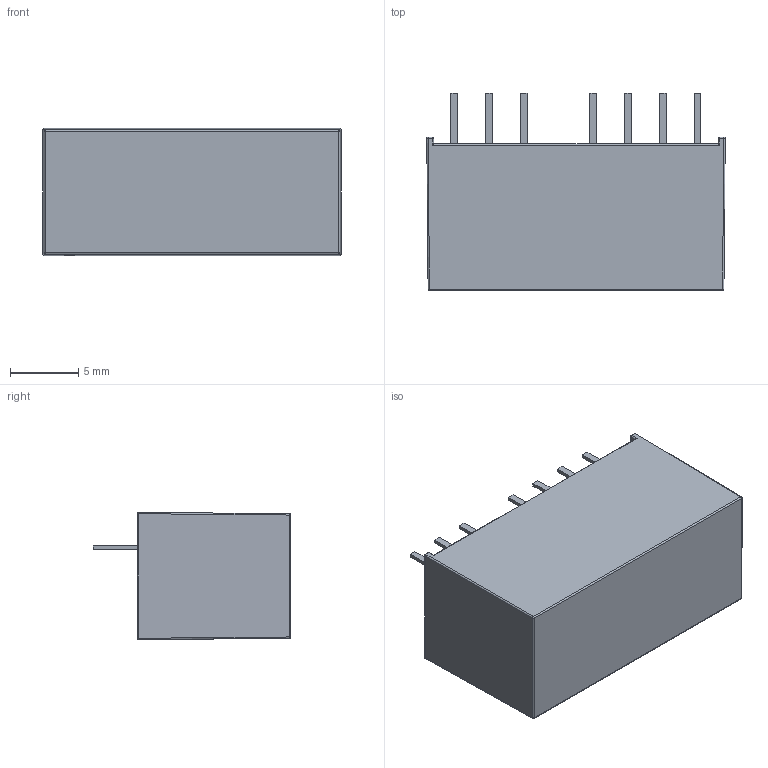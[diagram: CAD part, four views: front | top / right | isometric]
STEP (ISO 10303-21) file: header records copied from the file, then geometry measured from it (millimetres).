
FILE_DESCRIPTION (( 'STEP AP214' ), '1' );
FILE_NAME ('tmr2e.stp', '2014-10-03T18:43:32', ( '' ), ( '' ), 'SwSTEP 2.0', 'SolidWorks 2013', '' );
FILE_SCHEMA (( 'AUTOMOTIVE_DESIGN' ));
Length unit declared in the file: millimetre
Products named in the file (1): tmr2e
Bounding box: 21.8 x 14.4 x 9.3 mm (x, y, z)
Volume: 2142.9 mm3; surface area: 1110.8 mm2
Topology: 1 solids, 1 shells, 88 faces, 208 edges, 118 vertices
Faces by surface type: plane 46, cylinder 24, sphere 16, torus 2
Entity records: 2503 total; most frequent: CARTESIAN_POINT 427, DIRECTION 422, ORIENTED_EDGE 392, EDGE_CURVE 196, AXIS2_PLACEMENT_3D 145, LINE 132, VECTOR 132, VERTEX_POINT 118
